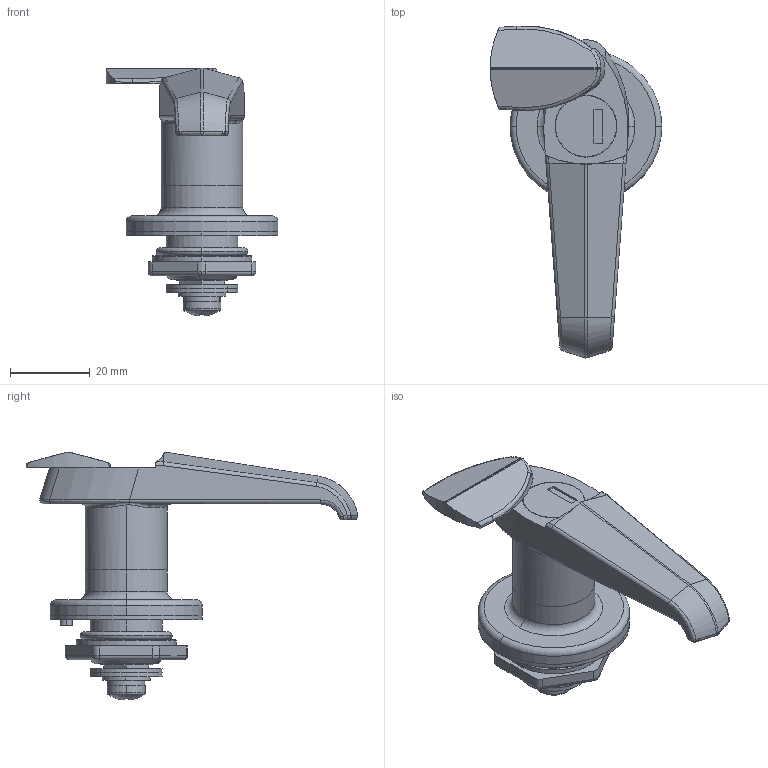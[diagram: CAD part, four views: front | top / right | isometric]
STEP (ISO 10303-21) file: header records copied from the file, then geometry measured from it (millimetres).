
FILE_DESCRIPTION (( 'STEP AP203' ), '1' );
FILE_NAME ('sone3D.STEP', '2016-03-02T05:35:20', ( '' ), ( '' ), 'SwSTEP 2.0', 'SolidWorks 2012', '' );
FILE_SCHEMA (( 'CONFIG_CONTROL_DESIGN' ));
Length unit declared in the file: millimetre
Products named in the file (12): スプリングワッシャーM5_JIS B 1251 No.2 5; 仩8僗儁乕僒乕_冇18亊仩8亊t1; A-1140-5パッキン_; A-1140-5ナット_; A-1140-5キャップ_; A-1140-5本体_; A-1140-5受座_; sone3D; 廫帤寠晅側傋偹偠M5_M5 x 10; ダミーローター__#TAK60-4_; A-1140-5儕儞僌儚僢僔儍乕_; 暯儚僢僔儍乕M5暲娵_M5-冇12亊冇5.3亊t1
Assembly tree (12 placements, depth 2):
  sone3D
    A-1140-5受座_
    A-1140-5本体_
    A-1140-5キャップ_
    A-1140-5ナット_
    A-1140-5パッキン_
    仩8僗儁乕僒乕_冇18亊仩8亊t1  x2
    スプリングワッシャーM5_JIS B 1251 No.2 5
    暯儚僢僔儍乕M5暲娵_M5-冇12亊冇5.3亊t1
    A-1140-5儕儞僌儚僢僔儍乕_
    ダミーローター__#TAK60-4_
    廫帤寠晅側傋偹偠M5_M5 x 10
Bounding box: 43 x 83.08 x 62.07 mm (x, y, z)
Volume: 26678.9 mm3; surface area: 20628.9 mm2
Topology: 12 solids, 12 shells, 306 faces, 693 edges, 420 vertices
Faces by surface type: cylinder 99, plane 97, bspline 57, torus 23, sphere 17, cone 13
Entity records: 11774 total; most frequent: CARTESIAN_POINT 4091, DIRECTION 1344, ORIENTED_EDGE 1334, EDGE_CURVE 667, AXIS2_PLACEMENT_3D 554, VERTEX_POINT 406, EDGE_LOOP 329, ADVANCED_FACE 298
